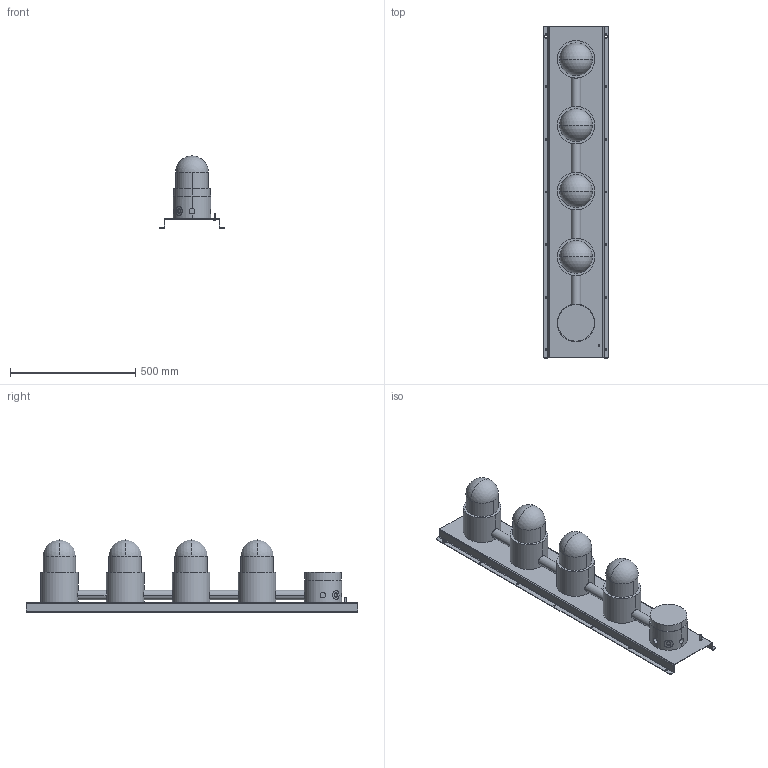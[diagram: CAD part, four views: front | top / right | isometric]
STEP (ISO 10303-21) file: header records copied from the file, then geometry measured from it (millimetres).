
FILE_DESCRIPTION (( 'STEP AP203' ), '1' );
FILE_NAME ('D226-05-142_Issue_1.STEP', '2019-08-16T10:56:55', ( '' ), ( '' ), 'SwSTEP 2.0', 'SolidWorks 2019', '' );
FILE_SCHEMA (( 'CONFIG_CONTROL_DESIGN' ));
Length unit declared in the file: millimetre
Products named in the file (1): D226-05-142_Issue_1
Bounding box: 260 x 1325 x 288 mm (x, y, z)
Volume: 17684542.7 mm3; surface area: 1364913.2 mm2
Topology: 1 solids, 1 shells, 142 faces, 377 edges, 235 vertices
Faces by surface type: cylinder 86, plane 46, sphere 8, torus 2
Entity records: 5676 total; most frequent: CARTESIAN_POINT 1991, DIRECTION 777, ORIENTED_EDGE 734, EDGE_CURVE 367, AXIS2_PLACEMENT_3D 309, VERTEX_POINT 235, EDGE_LOOP 186, CIRCLE 166
